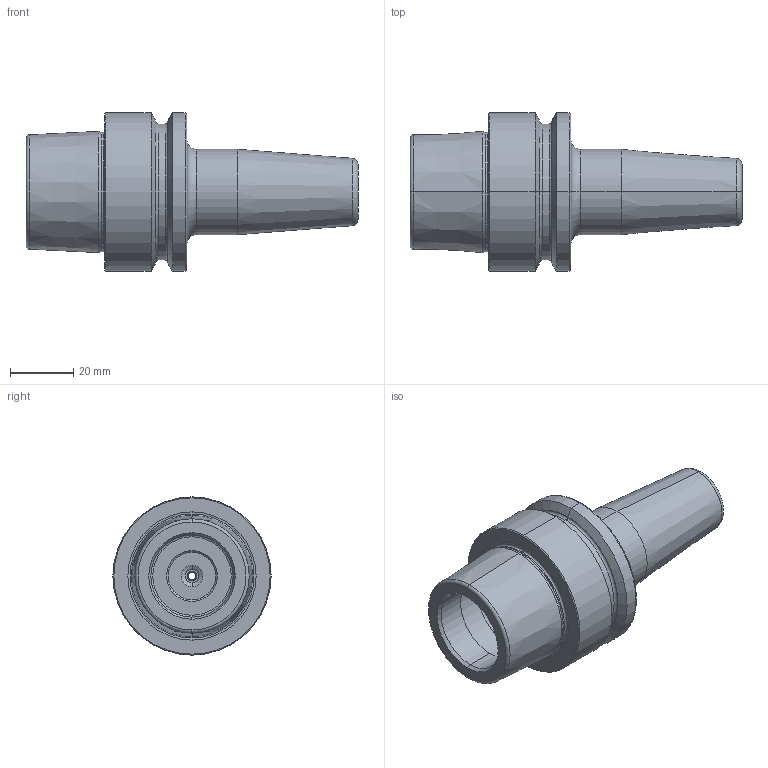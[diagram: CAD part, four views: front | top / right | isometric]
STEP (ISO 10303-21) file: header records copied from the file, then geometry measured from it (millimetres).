
FILE_DESCRIPTION (( 'STEP AP214' ), '1' );
FILE_NAME ('HE5.S06.K01.080.STEP', '2023-09-08T09:41:49', ( '' ), ( '' ), 'SwSTEP 2.0', 'SolidWorks 2017', '' );
FILE_SCHEMA (( 'AUTOMOTIVE_DESIGN' ));
Length unit declared in the file: millimetre
Products named in the file (3): HE5-S06.K01.080_B_Fertigbearbeitung; ERU-AN1.K01.014_A; HE5.S06.K01.080
Assembly tree (2 placements, depth 2):
  HE5.S06.K01.080
    HE5-S06.K01.080_B_Fertigbearbeitung
    ERU-AN1.K01.014_A
Bounding box: 104.9 x 50 x 50 mm (x, y, z)
Volume: 76828.3 mm3; surface area: 20285.7 mm2
Topology: 2 solids, 2 shells, 142 faces, 307 edges, 176 vertices
Faces by surface type: plane 43, cone 35, cylinder 34, torus 30
Entity records: 4442 total; most frequent: DIRECTION 747, CARTESIAN_POINT 713, ORIENTED_EDGE 614, AXIS2_PLACEMENT_3D 312, EDGE_CURVE 307, VERTEX_POINT 176, CIRCLE 165, EDGE_LOOP 153
